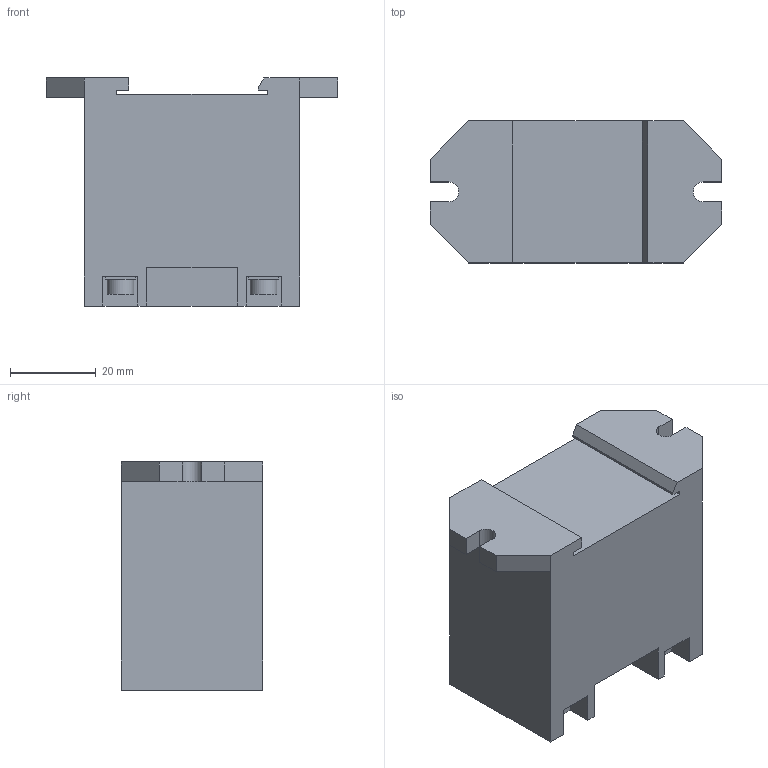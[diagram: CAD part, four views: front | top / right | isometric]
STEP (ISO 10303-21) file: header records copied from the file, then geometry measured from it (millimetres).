
FILE_DESCRIPTION(('starvars output'),'2;1');
FILE_NAME('cv20190909163041000020414.stp','16:30:41 2019/09/09',( 'Thomas Industrial Network Germany GmbH'),( 'Thomas Industrial Network Germany GmbH'),'unknown preprocess','ACIS' ,'unknown authorization');
FILE_SCHEMA(('AUTOMOTIVE_DESIGN_CC2 {UNKNOWN IMPLEMENTATION LEVEL}'));
Length unit declared in the file: millimetre
Products named in the file (1): PRODUCT_ID_1
Bounding box: 67.82 x 33.02 x 53.09 mm (x, y, z)
Volume: 81014.6 mm3; surface area: 14863.8 mm2
Topology: 1 solids, 1 shells, 107 faces, 275 edges, 182 vertices
Faces by surface type: plane 93, cylinder 14
Entity records: 3982 total; most frequent: ORIENTED_EDGE 550, CARTESIAN_POINT 529, DIRECTION 460, EDGE_CURVE 275, VECTOR 234, LINE 234, VERTEX_POINT 182, EDGE_LOOP 119
